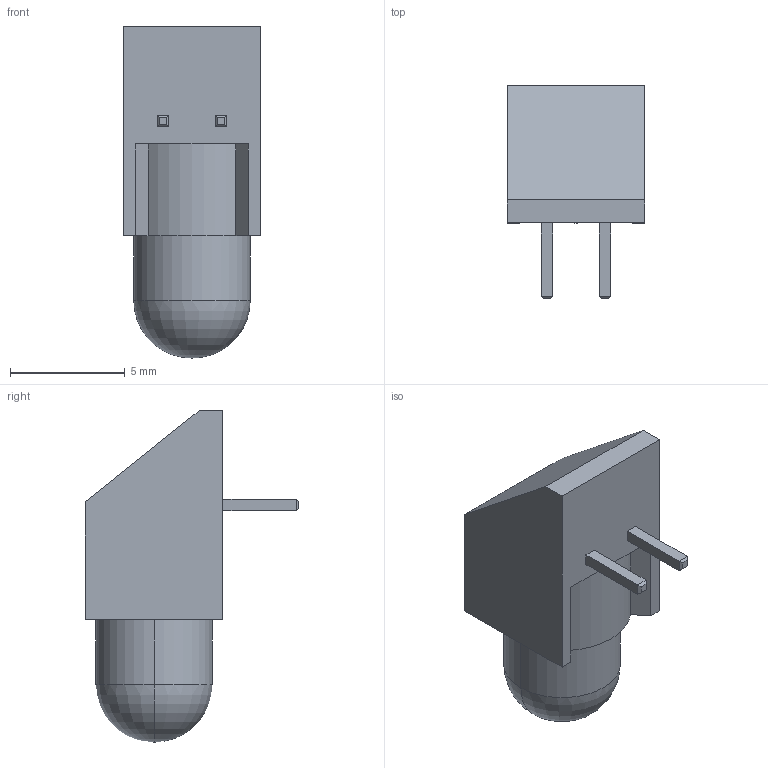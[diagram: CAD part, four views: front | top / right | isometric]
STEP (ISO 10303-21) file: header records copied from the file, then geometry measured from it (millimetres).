
FILE_DESCRIPTION (( 'STEP AP214' ), '1' );
FILE_NAME ('User Library-5300H1LC.STEP', '2015-05-10T19:20:02', ( 'Windows User' ), ( '' ), 'SwSTEP 2.0', 'SolidWorks 2015', '' );
FILE_SCHEMA (( 'AUTOMOTIVE_DESIGN' ));
Length unit declared in the file: millimetre
Products named in the file (1): User Library-5300H1LC
Bounding box: 6 x 9.3 x 14.48 mm (x, y, z)
Volume: 357.4 mm3; surface area: 379.3 mm2
Topology: 3 solids, 3 shells, 37 faces, 79 edges, 49 vertices
Faces by surface type: plane 32, cylinder 3, torus 2
Entity records: 1413 total; most frequent: DIRECTION 166, CARTESIAN_POINT 166, ORIENTED_EDGE 158, EDGE_CURVE 79, VECTOR 68, LINE 68, VERTEX_POINT 49, AXIS2_PLACEMENT_3D 49
